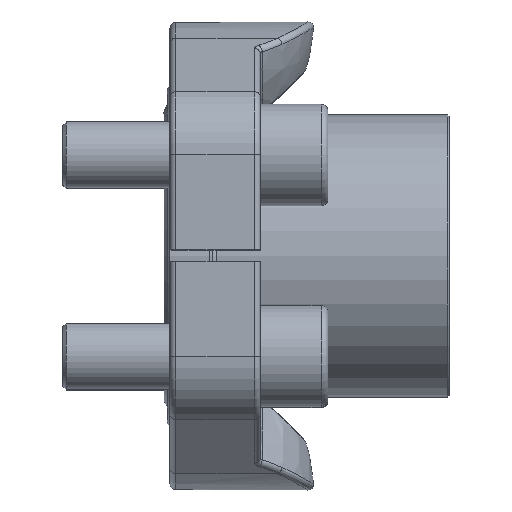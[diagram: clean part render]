
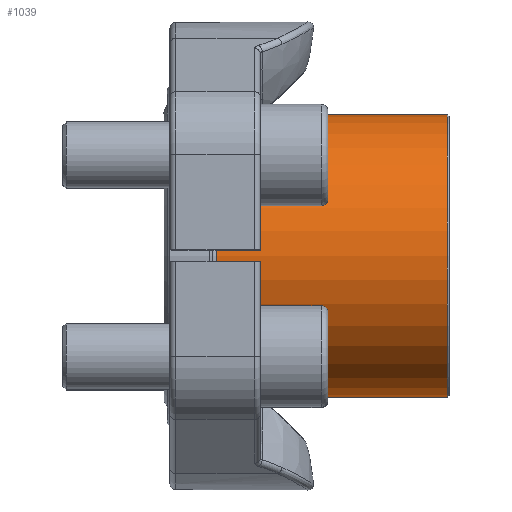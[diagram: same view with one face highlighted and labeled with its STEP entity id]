
A CAD part, top view. The second image highlights one B-rep face of the part: STEP entity #1039.
In plain terms, the highlighted cylindrical face has radius 25 mm (diameter 50 mm), a full revolution.
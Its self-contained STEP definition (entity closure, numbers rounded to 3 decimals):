
#1039=ADVANCED_FACE('',(#1167,#1168),#1141,.T.);
#1141=CYLINDRICAL_SURFACE('',#2175,25.);
#1167=FACE_BOUND('',#1252,.T.);
#1168=FACE_BOUND('',#1253,.T.);
#1252=EDGE_LOOP('',(#1396));
#1253=EDGE_LOOP('',(#1397));
#1396=ORIENTED_EDGE('',*,*,#1884,.T.);
#1397=ORIENTED_EDGE('',*,*,#1885,.T.);
#1760=VERTEX_POINT('',#2864);
#1761=VERTEX_POINT('',#2866);
#1884=EDGE_CURVE('',#1760,#1760,#2066,.T.);
#1885=EDGE_CURVE('',#1761,#1761,#2067,.T.);
#2066=CIRCLE('',#2173,25.);
#2067=CIRCLE('',#2174,25.);
#2173=AXIS2_PLACEMENT_3D('',#2863,#2391,#2392);
#2174=AXIS2_PLACEMENT_3D('',#2865,#2393,#2394);
#2175=AXIS2_PLACEMENT_3D('',#2867,#2395,#2396);
#2391=DIRECTION('',(1.,0.,0.));
#2392=DIRECTION('',(0.,0.,1.));
#2393=DIRECTION('',(-1.,0.,0.));
#2394=DIRECTION('',(0.,0.,1.));
#2395=DIRECTION('',(-1.,0.,0.));
#2396=DIRECTION('',(0.,0.,1.));
#2863=CARTESIAN_POINT('',(8.8,0.,0.));
#2864=CARTESIAN_POINT('',(8.8,0.,25.));
#2865=CARTESIAN_POINT('',(49.7,0.,0.));
#2866=CARTESIAN_POINT('',(49.7,0.,25.));
#2867=CARTESIAN_POINT('',(0.,0.,0.));
